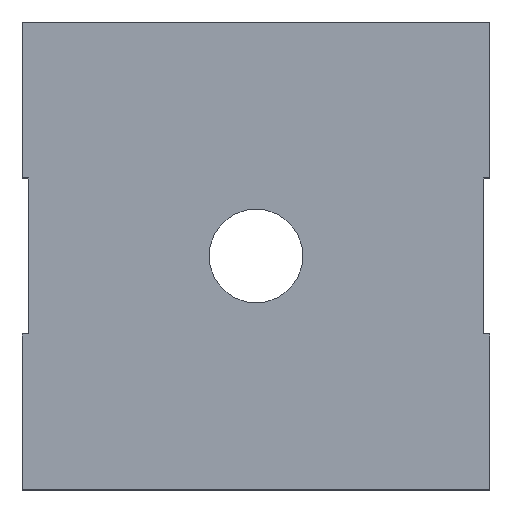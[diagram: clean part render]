
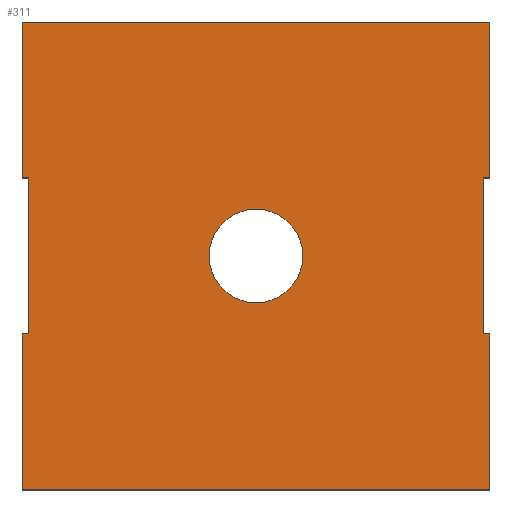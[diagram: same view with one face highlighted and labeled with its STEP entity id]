
A CAD part, top view. The second image highlights one B-rep face of the part: STEP entity #311.
In plain terms, the highlighted planar face has unit normal (0, 0, 1).
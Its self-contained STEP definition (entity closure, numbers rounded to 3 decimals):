
#29=FACE_BOUND('',#74,.T.);
#43=PLANE('',#348);
#58=FACE_OUTER_BOUND('',#73,.T.);
#73=EDGE_LOOP('',(#271,#272,#273,#274,#275,#276,#277,#278,#279,#280,#281,
#282));
#74=EDGE_LOOP('',(#283));
#80=LINE('',#440,#117);
#83=LINE('',#446,#120);
#86=LINE('',#452,#123);
#89=LINE('',#458,#126);
#92=LINE('',#464,#129);
#95=LINE('',#470,#132);
#98=LINE('',#476,#135);
#101=LINE('',#482,#138);
#104=LINE('',#488,#141);
#107=LINE('',#494,#144);
#110=LINE('',#500,#147);
#113=LINE('',#504,#150);
#117=VECTOR('',#364,10.);
#120=VECTOR('',#369,10.);
#123=VECTOR('',#374,10.);
#126=VECTOR('',#379,10.);
#129=VECTOR('',#384,10.);
#132=VECTOR('',#389,10.);
#135=VECTOR('',#394,10.);
#138=VECTOR('',#399,10.);
#141=VECTOR('',#404,10.);
#144=VECTOR('',#409,10.);
#147=VECTOR('',#414,10.);
#150=VECTOR('',#419,10.);
#151=CIRCLE('',#334,30.);
#154=VERTEX_POINT('',#428);
#158=VERTEX_POINT('',#437);
#159=VERTEX_POINT('',#439);
#161=VERTEX_POINT('',#445);
#163=VERTEX_POINT('',#451);
#165=VERTEX_POINT('',#457);
#167=VERTEX_POINT('',#463);
#169=VERTEX_POINT('',#469);
#171=VERTEX_POINT('',#475);
#173=VERTEX_POINT('',#481);
#175=VERTEX_POINT('',#487);
#177=VERTEX_POINT('',#493);
#179=VERTEX_POINT('',#499);
#180=EDGE_CURVE('',#154,#154,#151,.T.);
#185=EDGE_CURVE('',#159,#158,#80,.T.);
#188=EDGE_CURVE('',#161,#159,#83,.T.);
#191=EDGE_CURVE('',#163,#161,#86,.T.);
#194=EDGE_CURVE('',#165,#163,#89,.T.);
#197=EDGE_CURVE('',#167,#165,#92,.T.);
#200=EDGE_CURVE('',#169,#167,#95,.T.);
#203=EDGE_CURVE('',#171,#169,#98,.T.);
#206=EDGE_CURVE('',#173,#171,#101,.T.);
#209=EDGE_CURVE('',#175,#173,#104,.T.);
#212=EDGE_CURVE('',#177,#175,#107,.T.);
#215=EDGE_CURVE('',#179,#177,#110,.T.);
#218=EDGE_CURVE('',#158,#179,#113,.T.);
#271=ORIENTED_EDGE('',*,*,#218,.T.);
#272=ORIENTED_EDGE('',*,*,#215,.T.);
#273=ORIENTED_EDGE('',*,*,#212,.T.);
#274=ORIENTED_EDGE('',*,*,#209,.T.);
#275=ORIENTED_EDGE('',*,*,#206,.T.);
#276=ORIENTED_EDGE('',*,*,#203,.T.);
#277=ORIENTED_EDGE('',*,*,#200,.T.);
#278=ORIENTED_EDGE('',*,*,#197,.T.);
#279=ORIENTED_EDGE('',*,*,#194,.T.);
#280=ORIENTED_EDGE('',*,*,#191,.T.);
#281=ORIENTED_EDGE('',*,*,#188,.T.);
#282=ORIENTED_EDGE('',*,*,#185,.T.);
#283=ORIENTED_EDGE('',*,*,#180,.T.);
#311=ADVANCED_FACE('',(#58,#29),#43,.T.);
#334=AXIS2_PLACEMENT_3D('',#429,#355,#356);
#348=AXIS2_PLACEMENT_3D('',#505,#420,#421);
#355=DIRECTION('center_axis',(0.,0.,-1.));
#356=DIRECTION('ref_axis',(1.,0.,0.));
#364=DIRECTION('',(0.,1.,0.));
#369=DIRECTION('',(-1.,0.,0.));
#374=DIRECTION('',(0.,1.,0.));
#379=DIRECTION('',(1.,0.,0.));
#384=DIRECTION('',(0.,-1.,0.));
#389=DIRECTION('',(-1.,0.,0.));
#394=DIRECTION('',(0.,-1.,0.));
#399=DIRECTION('',(1.,0.,0.));
#404=DIRECTION('',(0.,-1.,0.));
#409=DIRECTION('',(-1.,0.,0.));
#414=DIRECTION('',(0.,1.,0.));
#419=DIRECTION('',(1.,0.,0.));
#420=DIRECTION('center_axis',(0.,0.,1.));
#421=DIRECTION('ref_axis',(1.,0.,0.));
#428=CARTESIAN_POINT('',(120.,150.,4.));
#429=CARTESIAN_POINT('Origin',(150.,150.,4.));
#437=CARTESIAN_POINT('',(296.,200.,4.));
#439=CARTESIAN_POINT('',(296.,100.,4.));
#440=CARTESIAN_POINT('',(296.,100.,4.));
#445=CARTESIAN_POINT('',(300.,100.,4.));
#446=CARTESIAN_POINT('',(300.,100.,4.));
#451=CARTESIAN_POINT('',(300.,0.,4.));
#452=CARTESIAN_POINT('',(300.,0.,4.));
#457=CARTESIAN_POINT('',(0.,0.,4.));
#458=CARTESIAN_POINT('',(0.,0.,4.));
#463=CARTESIAN_POINT('',(0.,100.,4.));
#464=CARTESIAN_POINT('',(0.,300.,4.));
#469=CARTESIAN_POINT('',(4.,100.,4.));
#470=CARTESIAN_POINT('',(4.,100.,4.));
#475=CARTESIAN_POINT('',(4.,200.,4.));
#476=CARTESIAN_POINT('',(4.,200.,4.));
#481=CARTESIAN_POINT('',(0.,200.,4.));
#482=CARTESIAN_POINT('',(0.,200.,4.));
#487=CARTESIAN_POINT('',(0.,300.,4.));
#488=CARTESIAN_POINT('',(0.,300.,4.));
#493=CARTESIAN_POINT('',(300.,300.,4.));
#494=CARTESIAN_POINT('',(300.,300.,4.));
#499=CARTESIAN_POINT('',(300.,200.,4.));
#500=CARTESIAN_POINT('',(300.,0.,4.));
#504=CARTESIAN_POINT('',(296.,200.,4.));
#505=CARTESIAN_POINT('Origin',(150.,150.,4.));
